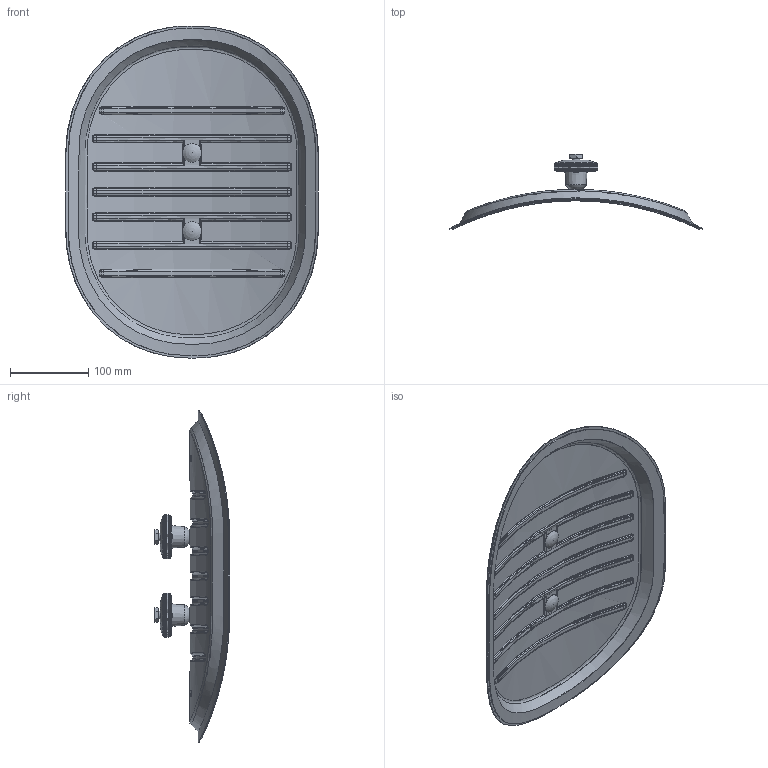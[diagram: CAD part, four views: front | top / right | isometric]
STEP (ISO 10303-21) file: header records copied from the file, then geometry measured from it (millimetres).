
FILE_DESCRIPTION(/* description */ (''),/* implementation_level */ '2;1');
FILE_NAME(/* name */ 'D03A-1025_RRD_43_71.stp',/* time_stamp */ '2016-03-08T14:56:56+01:00',/* author */ (''),/* organization */ (''),/* preprocessor_version */ 'ST-DEVELOPER v11',/* originating_system */ 'SIEMENS UGS NX 6.0',/* authorisation */ '');
FILE_SCHEMA (('CONFIG_CONTROL_DESIGN'));
Products named in the file (1): perl30ABplat
Bounding box: 322.79 x 96.11 x 424 mm (x, y, z)
Volume: 268447.4 mm3; surface area: 544997 mm2
Topology: 6 solids, 8 shells, 3236 faces, 7218 edges, 4036 vertices
Faces by surface type: cone 1178, plane 894, cylinder 526, bspline 334, torus 248, extrusion 52, sphere 4
Full cylindrical faces by diameter (mm): 8.376 x2, 8.5 x2, 9.8 x2, 11 x2, 12 x2, 13.4 x2, 24 x2
Entity records: 107320 total; most frequent: CARTESIAN_POINT 40364, ORIENTED_EDGE 14228, DIRECTION 13408, EDGE_CURVE 7114, AXIS2_PLACEMENT_3D 5347, VERTEX_POINT 3998, EDGE_LOOP 3356, ADVANCED_FACE 3236
